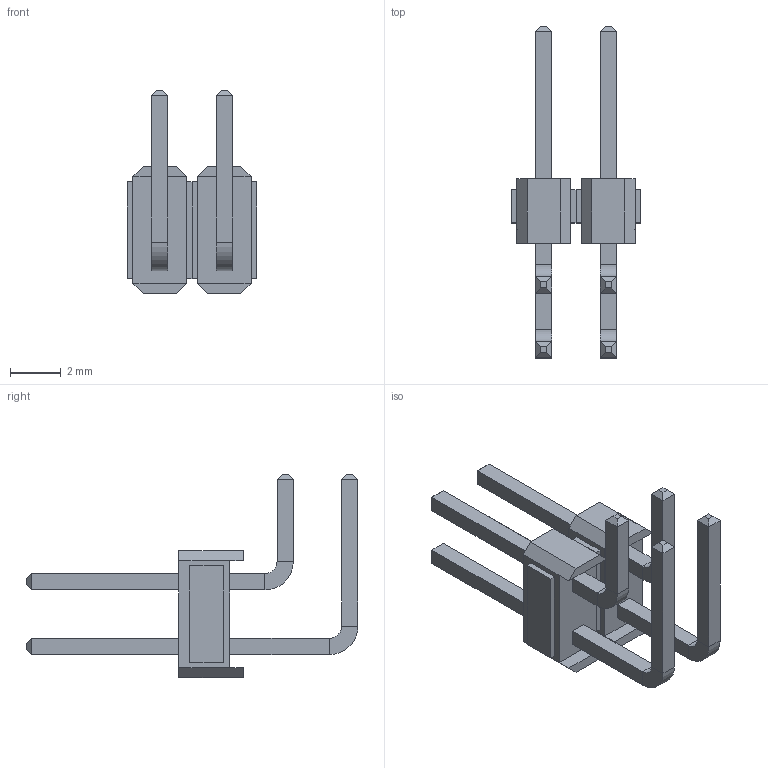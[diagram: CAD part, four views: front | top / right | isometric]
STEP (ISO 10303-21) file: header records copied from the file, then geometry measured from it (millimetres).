
FILE_DESCRIPTION (( 'STEP AP214' ), '1' );
FILE_NAME ('PLDR-04.STEP', '2019-07-02T20:31:39', ( '' ), ( '' ), 'SwSTEP 2.0', 'SolidWorks 2018', '' );
FILE_SCHEMA (( 'AUTOMOTIVE_DESIGN' ));
Length unit declared in the file: millimetre
Products named in the file (1): PLDR-04
Bounding box: 5.08 x 13.04 x 8 mm (x, y, z)
Volume: 70.1 mm3; surface area: 259.2 mm2
Topology: 2 solids, 2 shells, 152 faces, 336 edges, 200 vertices
Faces by surface type: plane 144, cylinder 8
Entity records: 5735 total; most frequent: CARTESIAN_POINT 689, ORIENTED_EDGE 672, DIRECTION 658, EDGE_CURVE 336, LINE 320, VECTOR 320, VERTEX_POINT 200, AXIS2_PLACEMENT_3D 169
